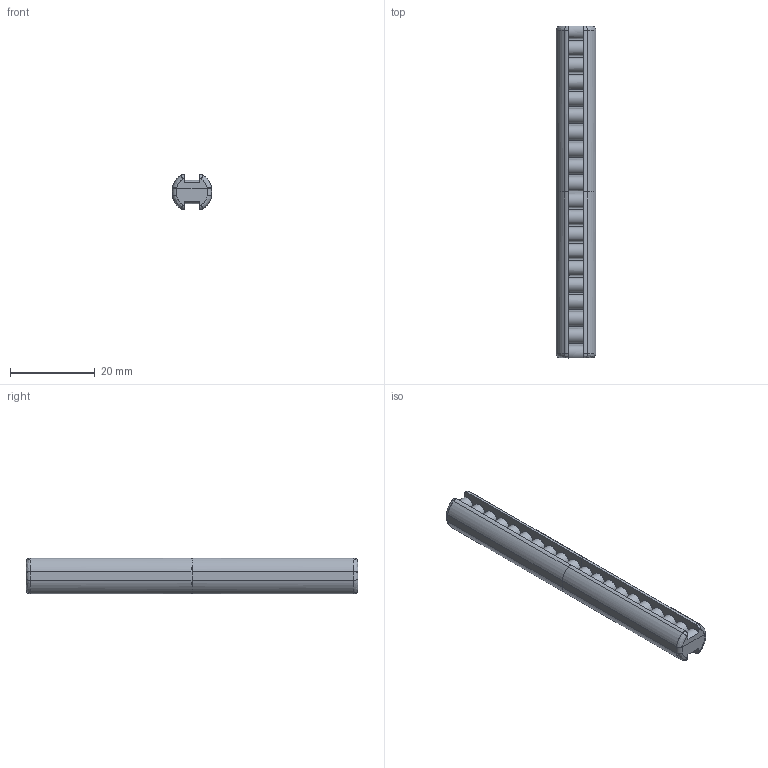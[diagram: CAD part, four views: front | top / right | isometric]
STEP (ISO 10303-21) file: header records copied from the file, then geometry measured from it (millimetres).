
FILE_DESCRIPTION((''),'2;1');
FILE_NAME('M20.stp','2021-05-17T10:40:43',(''),(''),'AutoCAD STEP 2000i','AutoCAD 2000i',', , ');
FILE_SCHEMA(('CONFIG_CONTROL_DESIGN'));
Length unit declared in the file: millimetre
Products named in the file (1): M20
Bounding box: 9.3 x 78.5 x 8.4 mm (x, y, z)
Surface area: 3287.4 mm2 (no closed solid volume)
Topology: 0 solids, 0 shells, 133 faces, 696 edges, 696 vertices
Faces by surface type: bspline 133
Entity records: 11343 total; most frequent: CARTESIAN_POINT 8179, QUASI_UNIFORM_CURVE 1000, PCURVE 696, COMPOSITE_CURVE_SEGMENT 696, B_SPLINE_CURVE_WITH_KNOTS 312, OUTER_BOUNDARY_CURVE 133, CURVE_BOUNDED_SURFACE 133, QUASI_UNIFORM_SURFACE 57
